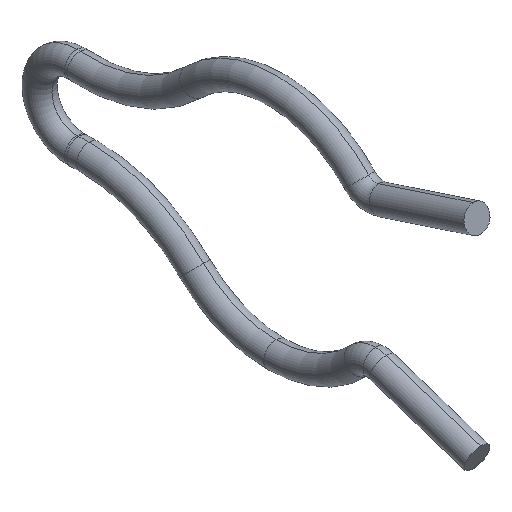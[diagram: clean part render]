
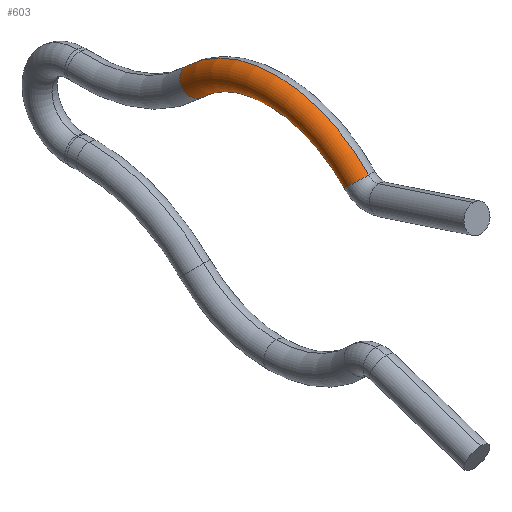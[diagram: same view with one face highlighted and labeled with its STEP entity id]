
A CAD part, isometric view. The second image highlights one B-rep face of the part: STEP entity #603.
In plain terms, the highlighted toroidal (fillet/blend) face has major radius 4.6 mm and minor radius 0.5 mm.
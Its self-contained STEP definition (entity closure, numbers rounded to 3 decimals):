
#32 = CIRCLE ( 'NONE', #230, 4.1 ) ;
#85 = CARTESIAN_POINT ( 'NONE',  ( 0., 2.904, 2.895 ) ) ;
#155 = EDGE_CURVE ( 'NONE', #606, #320, #673, .T. ) ;
#195 = AXIS2_PLACEMENT_3D ( 'NONE', #512, #855, #241 ) ;
#230 = AXIS2_PLACEMENT_3D ( 'NONE', #561, #416, #556 ) ;
#237 = EDGE_LOOP ( 'NONE', ( #501, #634, #476, #488 ) ) ;
#241 = DIRECTION ( 'NONE',  ( 0., 0., -1. ) ) ;
#280 = DIRECTION ( 'NONE',  ( 0., -0.706, 0.708 ) ) ;
#281 = CARTESIAN_POINT ( 'NONE',  ( 0., 3.612, 3.601 ) ) ;
#283 = EDGE_CURVE ( 'NONE', #877, #606, #485, .T. ) ;
#298 = EDGE_CURVE ( 'NONE', #877, #864, #618, .T. ) ;
#305 = FACE_OUTER_BOUND ( 'NONE', #237, .T. ) ;
#320 = VERTEX_POINT ( 'NONE', #551 ) ;
#330 = AXIS2_PLACEMENT_3D ( 'NONE', #489, #280, #699 ) ;
#335 = EDGE_CURVE ( 'NONE', #864, #320, #32, .T. ) ;
#393 = TOROIDAL_SURFACE ( 'NONE', #195, 4.6, 0.5 ) ;
#416 = DIRECTION ( 'NONE',  ( 1., 0., 0. ) ) ;
#448 = AXIS2_PLACEMENT_3D ( 'NONE', #494, #835, #554 ) ;
#476 = ORIENTED_EDGE ( 'NONE', *, *, #335, .T. ) ;
#485 = CIRCLE ( 'NONE', #448, 5.1 ) ;
#488 = ORIENTED_EDGE ( 'NONE', *, *, #155, .F. ) ;
#489 = CARTESIAN_POINT ( 'NONE',  ( 0., 3.258, 3.248 ) ) ;
#494 = CARTESIAN_POINT ( 'NONE',  ( 0., 0., 0. ) ) ;
#501 = ORIENTED_EDGE ( 'NONE', *, *, #283, .F. ) ;
#512 = CARTESIAN_POINT ( 'NONE',  ( 0., 0., 0. ) ) ;
#547 = AXIS2_PLACEMENT_3D ( 'NONE', #729, #813, #596 ) ;
#551 = CARTESIAN_POINT ( 'NONE',  ( 0., -2.991, 2.804 ) ) ;
#554 = DIRECTION ( 'NONE',  ( 0., 0., -1. ) ) ;
#556 = DIRECTION ( 'NONE',  ( 0., 0., -1. ) ) ;
#561 = CARTESIAN_POINT ( 'NONE',  ( 0., 0., 0. ) ) ;
#596 = DIRECTION ( 'NONE',  ( 0., 0.73, -0.684 ) ) ;
#603 = ADVANCED_FACE ( 'NONE', ( #305 ), #393, .T. ) ;
#606 = VERTEX_POINT ( 'NONE', #719 ) ;
#618 = CIRCLE ( 'NONE', #330, 0.5 ) ;
#634 = ORIENTED_EDGE ( 'NONE', *, *, #298, .T. ) ;
#673 = CIRCLE ( 'NONE', #547, 0.5 ) ;
#699 = DIRECTION ( 'NONE',  ( 0., -0.708, -0.706 ) ) ;
#719 = CARTESIAN_POINT ( 'NONE',  ( 0., -3.721, 3.488 ) ) ;
#729 = CARTESIAN_POINT ( 'NONE',  ( 0., -3.356, 3.146 ) ) ;
#813 = DIRECTION ( 'NONE',  ( 0., -0.684, -0.73 ) ) ;
#835 = DIRECTION ( 'NONE',  ( 1., 0., 0. ) ) ;
#855 = DIRECTION ( 'NONE',  ( 1., 0., 0. ) ) ;
#864 = VERTEX_POINT ( 'NONE', #85 ) ;
#877 = VERTEX_POINT ( 'NONE', #281 ) ;
